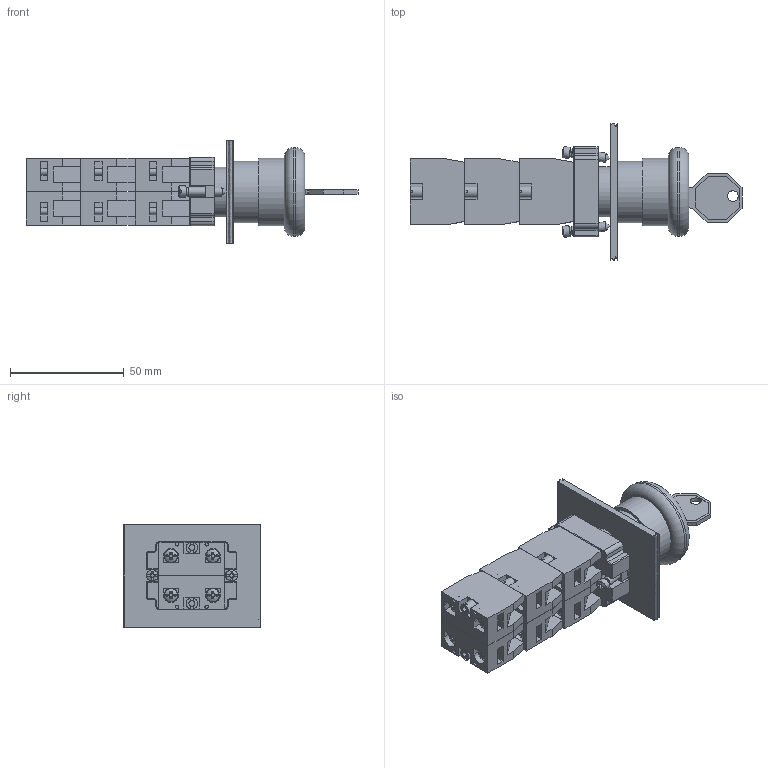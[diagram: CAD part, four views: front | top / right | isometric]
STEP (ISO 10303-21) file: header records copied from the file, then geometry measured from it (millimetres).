
FILE_DESCRIPTION((''),'2;1');
FILE_NAME('2AMLKBx.stp','2007-11-13T09:43:34',('Philipp'),(''),'Autodesk Inventor 2008','Autodesk Inventor 2008','');
FILE_SCHEMA(('AUTOMOTIVE_DESIGN { 1 0 10303 214 1 1 1 1 }'));
Length unit declared in the file: millimetre
Products named in the file (15): 2AMLKBx_assembly; 2AMLKBx; rubber_gasket; 2KY455; panel; 2BRK; DIN 7985 (Z) M4x18-Z; S1; screw; DIN 7985 (H) M3x10-H; S2
Assembly tree (23 placements, depth 3):
  2AMLKBx_assembly
    2AMLKBx
      2AMLKBx
      rubber_gasket
      2KY455
    panel
    2BRK
      2BRK
      DIN 7985 (Z) M4x18-Z  x2
    S1  x3
      S1
      screw
      DIN 7985 (H) M3x10-H
    S2  x3
      S2
      screw
      DIN 7985 (H) M3x10-H
Bounding box: 146.1 x 60.45 x 45 mm (x, y, z)
Volume: 91676.5 mm3; surface area: 50077.6 mm2
Topology: 31 solids, 31 shells, 1271 faces, 3328 edges, 2178 vertices
Faces by surface type: plane 706, cylinder 197, cone 193, bspline 135, sphere 28, torus 12
Full cylindrical faces by diameter (mm): 1.5 x24, 2.5 x5, 2.6 x12, 2.75 x12, 3 x18, 3.65 x2, 4 x2, 5 x8, 15 x1, 15.2 x1, 18 x1, 20.3 x1, 22 x2, 22.25 x1, 22.5 x1, 24 x1, 24.25 x1, 25 x1, 27 x1, 27.1 x1, 29.8 x1, 39 x1
Entity records: 15391 total; most frequent: CARTESIAN_POINT 3413, DIRECTION 2382, ORIENTED_EDGE 2316, EDGE_CURVE 1158, AXIS2_PLACEMENT_3D 811, VERTEX_POINT 792, VECTOR 760, LINE 760
